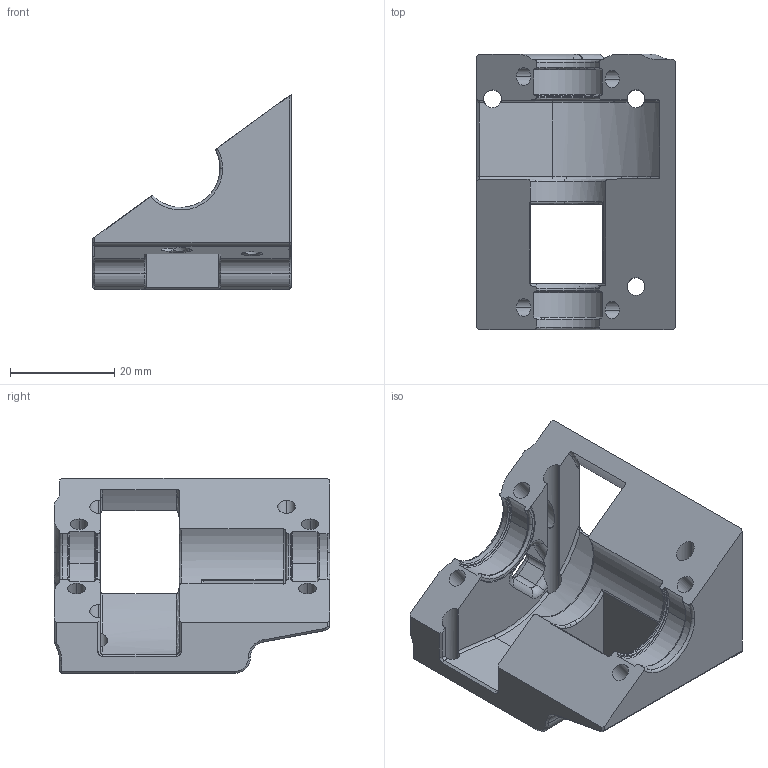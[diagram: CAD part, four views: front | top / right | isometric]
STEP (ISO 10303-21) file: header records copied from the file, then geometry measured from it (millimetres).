
FILE_DESCRIPTION (( 'STEP AP214' ), '1' );
FILE_NAME ('NewZDriveBottom.STEP', '2021-10-02T12:45:06', ( '' ), ( '' ), 'SwSTEP 2.0', 'SolidWorks 2021', '' );
FILE_SCHEMA (( 'AUTOMOTIVE_DESIGN' ));
Length unit declared in the file: millimetre
Products named in the file (1): NewZDriveBottom
Bounding box: 38 x 52.75 x 37.37 mm (x, y, z)
Volume: 22479.1 mm3; surface area: 11456.1 mm2
Topology: 1 solids, 1 shells, 277 faces, 722 edges, 450 vertices
Faces by surface type: plane 94, cylinder 81, torus 38, cone 34, bspline 30
Entity records: 12092 total; most frequent: CARTESIAN_POINT 5502, ORIENTED_EDGE 1444, DIRECTION 1293, EDGE_CURVE 722, AXIS2_PLACEMENT_3D 497, VERTEX_POINT 450, EDGE_LOOP 304, LINE 299
